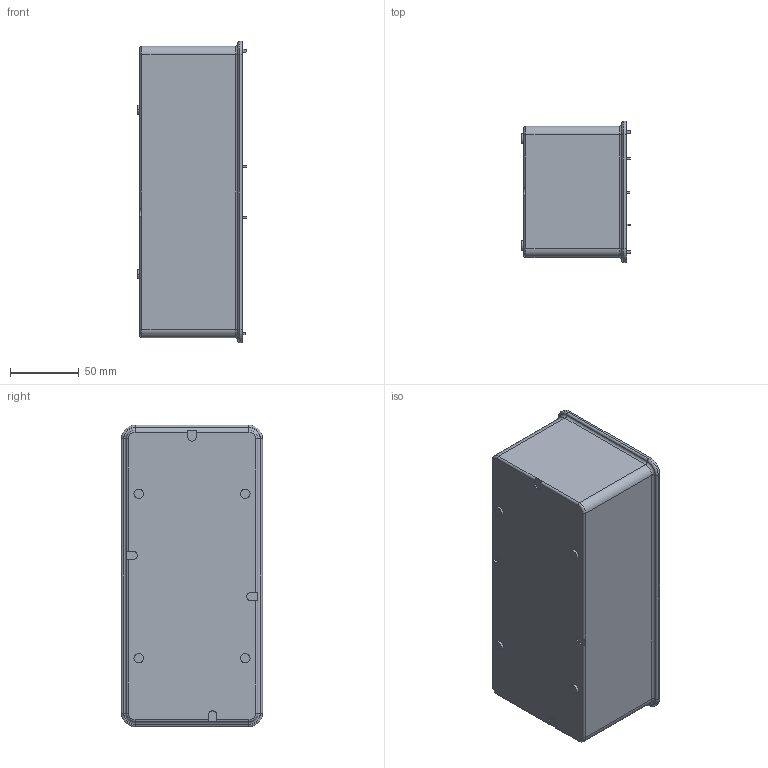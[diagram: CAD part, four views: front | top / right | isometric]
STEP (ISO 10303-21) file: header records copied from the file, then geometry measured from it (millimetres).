
FILE_DESCRIPTION((''),'2;1');
FILE_NAME('GW66678N','2020-07-27T09:19:03',('User'),('Technoprobe spa'),'CREO PARAMETRIC BY PTC INC, 2019471','CREO PARAMETRIC BY PTC INC, 2019471','');
FILE_SCHEMA(('CONFIG_CONTROL_DESIGN'));
Length unit declared in the file: millimetre
Products named in the file (1): GW66678N
Bounding box: 80 x 103 x 220 mm (x, y, z)
Volume: 206892.1 mm3; surface area: 145321.1 mm2
Topology: 1 solids, 5 shells, 424 faces, 1084 edges, 686 vertices
Faces by surface type: plane 208, cone 92, cylinder 80, torus 28, bspline 8, sphere 8
Entity records: 16273 total; most frequent: CARTESIAN_POINT 5995, ORIENTED_EDGE 2152, DIRECTION 2128, EDGE_CURVE 1076, AXIS2_PLACEMENT_3D 766, VERTEX_POINT 686, VECTOR 596, LINE 596
